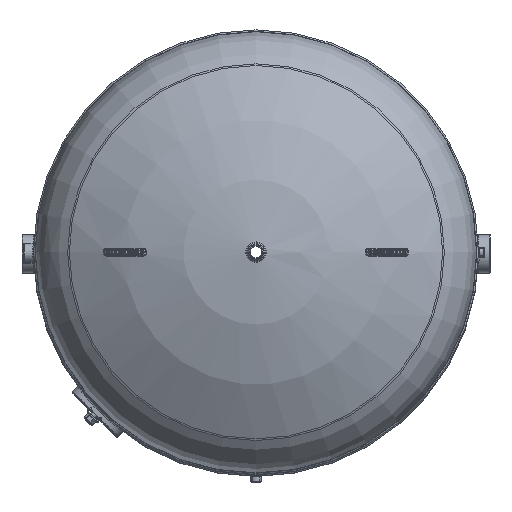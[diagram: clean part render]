
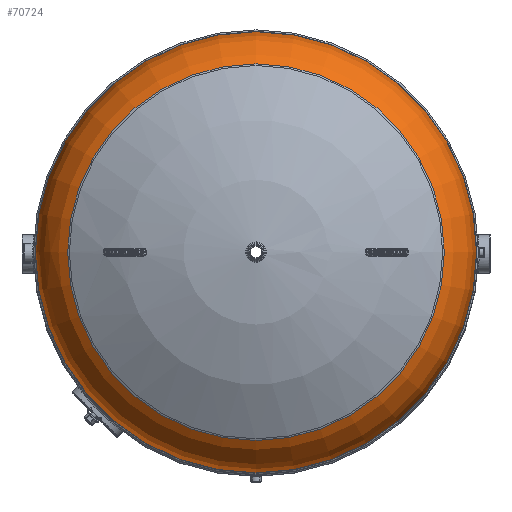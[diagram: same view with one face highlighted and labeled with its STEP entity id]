
A CAD part, top view. The second image highlights one B-rep face of the part: STEP entity #70724.
In plain terms, the highlighted toroidal (fillet/blend) face has major radius 395 mm and minor radius 180 mm.
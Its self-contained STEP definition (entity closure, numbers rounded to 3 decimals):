
#61147=CARTESIAN_POINT('',(490.811,0.,3187.444));
#61148=VERTEX_POINT('',#61147);
#61156=CARTESIAN_POINT('',(-490.811,0.,3187.444));
#61157=VERTEX_POINT('',#61156);
#61158=CARTESIAN_POINT('',(0.,0.,3187.444));
#61159=DIRECTION('',(0.,0.,-1.));
#61160=DIRECTION('',(-1.,0.,0.));
#61161=AXIS2_PLACEMENT_3D('',#61158,#61159,#61160);
#61162=CIRCLE('',#61161,490.811);
#61163=EDGE_CURVE('',#61157,#61148,#61162,.T.);
#61165=CARTESIAN_POINT('',(0.,0.,3187.444));
#61166=DIRECTION('',(0.,0.,-1.));
#61167=DIRECTION('',(-1.,0.,0.));
#61168=AXIS2_PLACEMENT_3D('',#61165,#61166,#61167);
#61169=CIRCLE('',#61168,490.811);
#61170=EDGE_CURVE('',#61148,#61157,#61169,.T.);
#65246=CARTESIAN_POINT('',(-575.,0.,3035.062));
#65247=VERTEX_POINT('',#65246);
#65273=CARTESIAN_POINT('',(575.,0.,3035.062));
#65274=VERTEX_POINT('',#65273);
#65275=CARTESIAN_POINT('',(0.,0.,3035.062));
#65276=DIRECTION('',(-0.,-0.,1.));
#65277=DIRECTION('',(-1.,0.,0.));
#65278=AXIS2_PLACEMENT_3D('',#65275,#65276,#65277);
#65279=CIRCLE('',#65278,575.);
#65280=EDGE_CURVE('',#65274,#65247,#65279,.T.);
#65282=CARTESIAN_POINT('',(0.,0.,3035.062));
#65283=DIRECTION('',(-0.,-0.,1.));
#65284=DIRECTION('',(-1.,0.,0.));
#65285=AXIS2_PLACEMENT_3D('',#65282,#65283,#65284);
#65286=CIRCLE('',#65285,575.);
#65287=EDGE_CURVE('',#65247,#65274,#65286,.T.);
#70705=CARTESIAN_POINT('',(0.,0.,3035.062));
#70706=DIRECTION('',(0.,0.,-1.));
#70707=DIRECTION('',(-1.,0.,0.));
#70708=AXIS2_PLACEMENT_3D('',#70705,#70706,#70707);
#70709=TOROIDAL_SURFACE('',#70708,395.,180.);
#70710=CARTESIAN_POINT('',(-395.,0.,3035.062));
#70711=DIRECTION('',(-0.,1.,-0.));
#70712=DIRECTION('',(-1.,0.,0.));
#70713=AXIS2_PLACEMENT_3D('',#70710,#70711,#70712);
#70714=CIRCLE('',#70713,180.);
#70715=EDGE_CURVE('',#65247,#61157,#70714,.T.);
#70716=ORIENTED_EDGE('',*,*,#70715,.T.);
#70717=ORIENTED_EDGE('',*,*,#61163,.T.);
#70718=ORIENTED_EDGE('',*,*,#61170,.T.);
#70719=ORIENTED_EDGE('',*,*,#70715,.F.);
#70720=ORIENTED_EDGE('',*,*,#65287,.T.);
#70721=ORIENTED_EDGE('',*,*,#65280,.T.);
#70722=EDGE_LOOP('',(#70716,#70717,#70718,#70719,#70720,#70721));
#70723=FACE_BOUND('',#70722,.T.);
#70724=ADVANCED_FACE('',(#70723),#70709,.T.);
